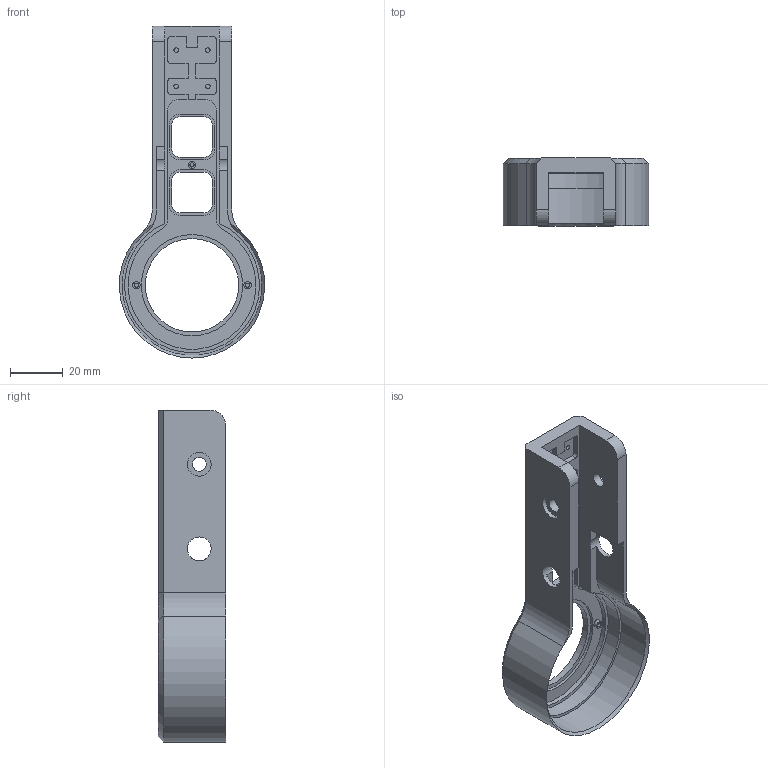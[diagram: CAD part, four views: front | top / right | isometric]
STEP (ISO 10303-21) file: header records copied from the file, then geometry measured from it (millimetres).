
FILE_DESCRIPTION(/* description */ (''),/* implementation_level */ '2;1');
FILE_NAME(/* name */ 'LED Cover - Top.step',/* time_stamp */ '2023-01-05T12:21:30-06:00',/* author */ (''),/* organization */ (''),/* preprocessor_version */ 'ST-DEVELOPER v19.2',/* originating_system */ 'Autodesk Translation Framework v11.17.0.187',/* authorisation */ '');
FILE_SCHEMA (('AUTOMOTIVE_DESIGN { 1 0 10303 214 3 1 1 }'));
Length unit declared in the file: millimetre
Products named in the file (1): Top
Bounding box: 54.97 x 25.5 x 125.5 mm (x, y, z)
Volume: 28001.1 mm3; surface area: 20879.8 mm2
Topology: 1 solids, 1 shells, 135 faces, 349 edges, 230 vertices
Faces by surface type: plane 75, cylinder 56, cone 4
Full cylindrical faces by diameter (mm): 1.6 x3, 1.7 x4, 2.8 x3, 5.2 x2, 9 x4, 35.3 x1, 38.3 x1
Entity records: 4207 total; most frequent: DIRECTION 740, CARTESIAN_POINT 725, ORIENTED_EDGE 698, EDGE_CURVE 349, AXIS2_PLACEMENT_3D 257, VERTEX_POINT 230, LINE 226, VECTOR 226
